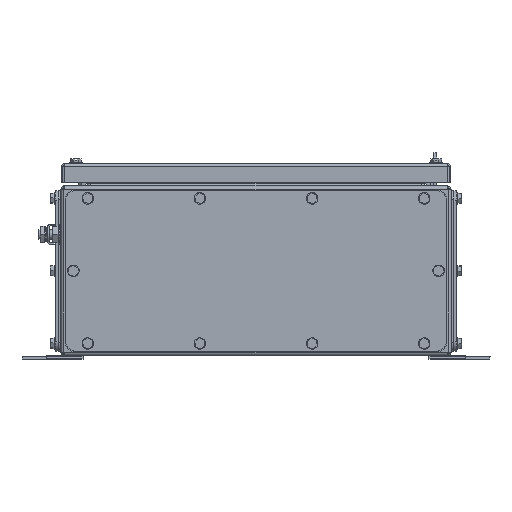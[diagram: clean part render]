
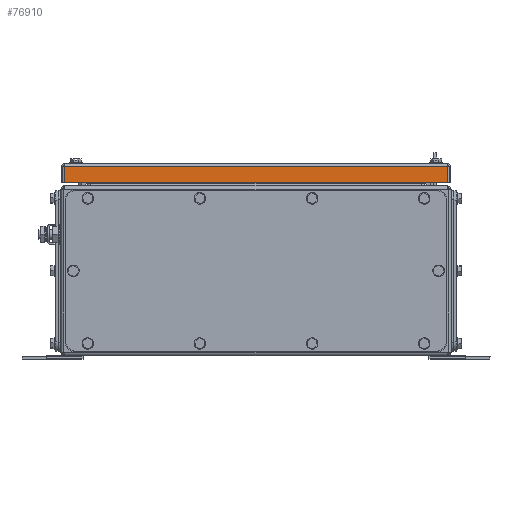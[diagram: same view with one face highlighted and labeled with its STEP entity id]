
A CAD part, front view. The second image highlights one B-rep face of the part: STEP entity #76910.
In plain terms, the highlighted planar face has unit normal (0, -1, 0).
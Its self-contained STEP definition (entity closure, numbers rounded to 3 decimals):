
#76883=AXIS2_PLACEMENT_3D('Plane Axis2P3D',#76880,#76881,#76882) ;
#76468=CARTESIAN_POINT('Vertex',(443.,11.5,200.5)) ;
#76475=CARTESIAN_POINT('Vertex',(44.,11.5,200.5)) ;
#76478=CARTESIAN_POINT('Line Origine',(243.5,11.5,200.5)) ;
#76880=CARTESIAN_POINT('Axis2P3D Location',(41.,11.5,183.5)) ;
#76885=CARTESIAN_POINT('Line Origine',(443.,11.5,192.)) ;
#76889=CARTESIAN_POINT('Vertex',(443.,11.5,183.5)) ;
#76892=CARTESIAN_POINT('Line Origine',(44.,11.5,192.)) ;
#76896=CARTESIAN_POINT('Vertex',(44.,11.5,183.5)) ;
#76899=CARTESIAN_POINT('Line Origine',(243.5,11.5,183.5)) ;
#76479=DIRECTION('Vector Direction',(-1.,0.,0.)) ;
#76881=DIRECTION('Axis2P3D Direction',(0.,-1.,0.)) ;
#76882=DIRECTION('Axis2P3D XDirection',(1.,0.,0.)) ;
#76886=DIRECTION('Vector Direction',(0.,0.,1.)) ;
#76893=DIRECTION('Vector Direction',(0.,0.,-1.)) ;
#76900=DIRECTION('Vector Direction',(1.,0.,0.)) ;
#76480=VECTOR('Line Direction',#76479,1.) ;
#76887=VECTOR('Line Direction',#76886,1.) ;
#76894=VECTOR('Line Direction',#76893,1.) ;
#76901=VECTOR('Line Direction',#76900,1.) ;
#76905=ORIENTED_EDGE('',*,*,#76891,.T.) ;
#76906=ORIENTED_EDGE('',*,*,#76482,.T.) ;
#76907=ORIENTED_EDGE('',*,*,#76898,.T.) ;
#76908=ORIENTED_EDGE('',*,*,#76903,.T.) ;
#76910=ADVANCED_FACE('Cover',(#76909),#76884,.T.) ;
#76482=EDGE_CURVE('',#76469,#76476,#76481,.T.) ;
#76891=EDGE_CURVE('',#76890,#76469,#76888,.T.) ;
#76898=EDGE_CURVE('',#76476,#76897,#76895,.T.) ;
#76903=EDGE_CURVE('',#76897,#76890,#76902,.T.) ;
#76904=EDGE_LOOP('',(#76905,#76906,#76907,#76908)) ;
#76909=FACE_OUTER_BOUND('',#76904,.T.) ;
#76481=LINE('Line',#76478,#76480) ;
#76888=LINE('Line',#76885,#76887) ;
#76895=LINE('Line',#76892,#76894) ;
#76902=LINE('Line',#76899,#76901) ;
#76884=PLANE('',#76883) ;
#76469=VERTEX_POINT('',#76468) ;
#76476=VERTEX_POINT('',#76475) ;
#76890=VERTEX_POINT('',#76889) ;
#76897=VERTEX_POINT('',#76896) ;
